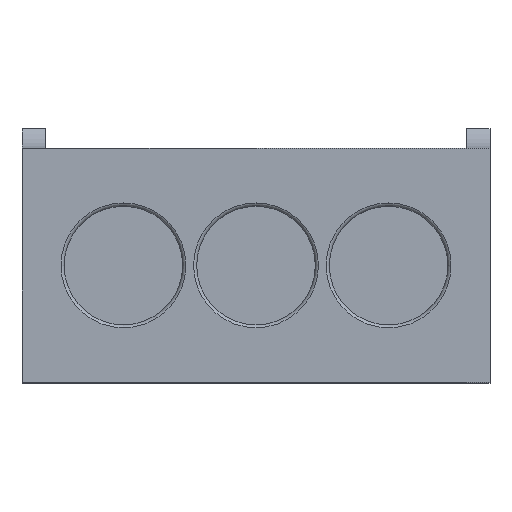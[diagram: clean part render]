
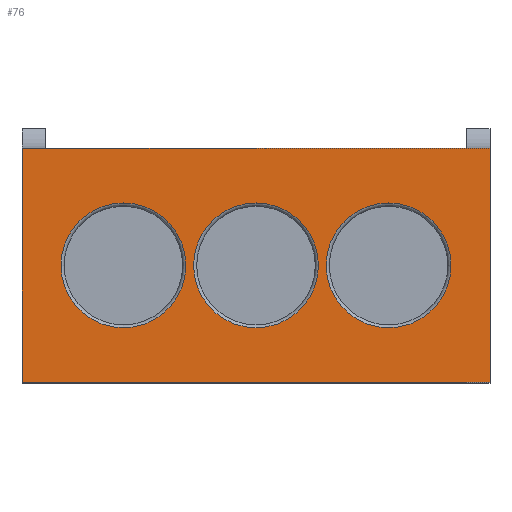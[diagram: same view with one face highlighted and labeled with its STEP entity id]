
A CAD part, top view. The second image highlights one B-rep face of the part: STEP entity #76.
In plain terms, the highlighted planar face has unit normal (0, 0, 1).
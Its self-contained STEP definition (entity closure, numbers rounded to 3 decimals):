
#76=ADVANCED_FACE('',(#296,#298,#300,#302),#304,.T.);
#296=FACE_BOUND('',#297,.T.);
#297=EDGE_LOOP('',(#797,#798,#799,#800));
#298=FACE_BOUND('',#299,.T.);
#299=EDGE_LOOP('',(#801));
#300=FACE_BOUND('',#301,.T.);
#301=EDGE_LOOP('',(#802));
#302=FACE_BOUND('',#303,.T.);
#303=EDGE_LOOP('',(#803));
#304=PLANE('',#305);
#305=AXIS2_PLACEMENT_3D('',#306,#307,#308);
#306=CARTESIAN_POINT('',(0.,0.,70.));
#307=DIRECTION('',(0.,0.,1.));
#308=DIRECTION('',(-1.,0.,0.));
#797=ORIENTED_EDGE('',*,*,#989,.T.);
#798=ORIENTED_EDGE('',*,*,#1017,.T.);
#799=ORIENTED_EDGE('',*,*,#1031,.T.);
#800=ORIENTED_EDGE('',*,*,#1107,.T.);
#801=ORIENTED_EDGE('',*,*,#1108,.T.);
#802=ORIENTED_EDGE('',*,*,#1109,.T.);
#803=ORIENTED_EDGE('',*,*,#1110,.T.);
#989=EDGE_CURVE('',#1183,#1181,#1184,.T.);
#1017=EDGE_CURVE('',#1181,#1236,#1238,.T.);
#1031=EDGE_CURVE('',#1236,#1263,#1265,.T.);
#1107=EDGE_CURVE('',#1263,#1183,#1390,.T.);
#1108=EDGE_CURVE('',#1391,#1391,#1392,.F.);
#1109=EDGE_CURVE('',#1393,#1393,#1394,.F.);
#1110=EDGE_CURVE('',#1395,#1395,#1396,.F.);
#1181=VERTEX_POINT('',#1511);
#1183=VERTEX_POINT('',#1515);
#1184=LINE('',#1516,#1517);
#1236=VERTEX_POINT('',#1622);
#1238=LINE('',#1626,#1627);
#1263=VERTEX_POINT('',#1678);
#1265=LINE('',#1682,#1683);
#1390=LINE('',#1964,#1965);
#1391=VERTEX_POINT('',#1967);
#1392=CIRCLE('',#1968,40.);
#1393=VERTEX_POINT('',#1972);
#1394=CIRCLE('',#1973,40.);
#1395=VERTEX_POINT('',#1977);
#1396=CIRCLE('',#1978,40.);
#1511=CARTESIAN_POINT('',(-150.,-75.,70.));
#1515=CARTESIAN_POINT('',(-150.,75.,70.));
#1516=CARTESIAN_POINT('',(-150.,75.,70.));
#1517=VECTOR('',#1518,1.);
#1518=DIRECTION('',(0.,-1.,0.));
#1622=CARTESIAN_POINT('',(150.,-75.,70.));
#1626=CARTESIAN_POINT('',(-150.,-75.,70.));
#1627=VECTOR('',#1628,1.);
#1628=DIRECTION('',(1.,0.,0.));
#1678=CARTESIAN_POINT('',(150.,75.,70.));
#1682=CARTESIAN_POINT('',(150.,-75.,70.));
#1683=VECTOR('',#1684,1.);
#1684=DIRECTION('',(0.,1.,0.));
#1964=CARTESIAN_POINT('',(150.,75.,70.));
#1965=VECTOR('',#1966,1.);
#1966=DIRECTION('',(-1.,0.,0.));
#1967=CARTESIAN_POINT('',(-40.,0.,70.));
#1968=AXIS2_PLACEMENT_3D('',#1969,#1970,#1971);
#1969=CARTESIAN_POINT('',(0.,0.,70.));
#1970=DIRECTION('',(0.,0.,1.));
#1971=DIRECTION('',(-1.,0.,0.));
#1972=CARTESIAN_POINT('',(45.,0.,70.));
#1973=AXIS2_PLACEMENT_3D('',#1974,#1975,#1976);
#1974=CARTESIAN_POINT('',(85.,0.,70.));
#1975=DIRECTION('',(0.,0.,1.));
#1976=DIRECTION('',(-1.,0.,0.));
#1977=CARTESIAN_POINT('',(-125.,0.,70.));
#1978=AXIS2_PLACEMENT_3D('',#1979,#1980,#1981);
#1979=CARTESIAN_POINT('',(-85.,0.,70.));
#1980=DIRECTION('',(0.,0.,1.));
#1981=DIRECTION('',(-1.,0.,0.));
